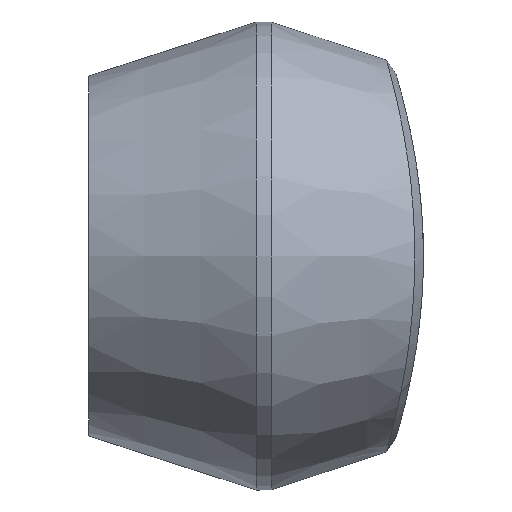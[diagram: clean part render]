
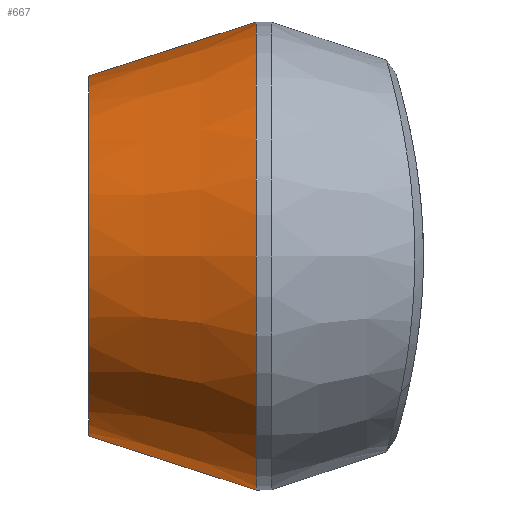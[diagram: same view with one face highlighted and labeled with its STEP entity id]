
A CAD part, left-side view. The second image highlights one B-rep face of the part: STEP entity #667.
In plain terms, the highlighted conical face has half-angle 17.876 degrees and reference radius 19.534 mm.
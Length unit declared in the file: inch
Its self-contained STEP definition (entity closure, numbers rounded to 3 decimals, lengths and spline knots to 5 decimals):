
#10 = VECTOR ( 'NONE', #132, 39.37008 ) ;
#13 = CIRCLE ( 'NONE', #673, 1. ) ;
#48 = FACE_OUTER_BOUND ( 'NONE', #909, .T. ) ;
#72 = CARTESIAN_POINT ( 'NONE',  ( 0., 2.84645, 0. ) ) ;
#103 = CARTESIAN_POINT ( 'NONE',  ( 0., 3.5625, 0.76905 ) ) ;
#104 = CARTESIAN_POINT ( 'NONE',  ( 0., 3.5625, 0. ) ) ;
#132 = DIRECTION ( 'NONE',  ( 0., -0.952, -0.307 ) ) ;
#156 = DIRECTION ( 'NONE',  ( 0., -1., 0. ) ) ;
#204 = ORIENTED_EDGE ( 'NONE', *, *, #947, .T. ) ;
#206 = LINE ( 'NONE', #674, #10 ) ;
#233 = DIRECTION ( 'NONE',  ( 0., -1., 0. ) ) ;
#269 = VERTEX_POINT ( 'NONE', #366 ) ;
#284 = EDGE_CURVE ( 'NONE', #1077, #719, #784, .T. ) ;
#308 = VECTOR ( 'NONE', #458, 39.37008 ) ;
#320 = EDGE_CURVE ( 'NONE', #269, #834, #13, .T. ) ;
#363 = ORIENTED_EDGE ( 'NONE', *, *, #320, .F. ) ;
#366 = CARTESIAN_POINT ( 'NONE',  ( 0., 2.84645, 1. ) ) ;
#410 = CARTESIAN_POINT ( 'NONE',  ( 0., 2.84645, -1. ) ) ;
#458 = DIRECTION ( 'NONE',  ( 0., -0.952, 0.307 ) ) ;
#523 = CARTESIAN_POINT ( 'NONE',  ( 0., 3.5625, -0.76905 ) ) ;
#563 = ORIENTED_EDGE ( 'NONE', *, *, #284, .T. ) ;
#595 = DIRECTION ( 'NONE',  ( 0., 0., -1. ) ) ;
#611 = CONICAL_SURFACE ( 'NONE', #969, 0.76905, 0.312 ) ;
#618 = DIRECTION ( 'NONE',  ( 0., -1., 0. ) ) ;
#667 = ADVANCED_FACE ( 'NONE', ( #48 ), #611, .T. ) ;
#673 = AXIS2_PLACEMENT_3D ( 'NONE', #72, #618, #1048 ) ;
#674 = CARTESIAN_POINT ( 'NONE',  ( 0., 3.5625, -0.76905 ) ) ;
#719 = VERTEX_POINT ( 'NONE', #523 ) ;
#741 = EDGE_CURVE ( 'NONE', #1077, #269, #1148, .T. ) ;
#760 = CARTESIAN_POINT ( 'NONE',  ( 0., 3.5625, 0.76905 ) ) ;
#784 = CIRCLE ( 'NONE', #1104, 0.76905 ) ;
#834 = VERTEX_POINT ( 'NONE', #410 ) ;
#909 = EDGE_LOOP ( 'NONE', ( #927, #563, #204, #363 ) ) ;
#927 = ORIENTED_EDGE ( 'NONE', *, *, #741, .F. ) ;
#947 = EDGE_CURVE ( 'NONE', #719, #834, #206, .T. ) ;
#969 = AXIS2_PLACEMENT_3D ( 'NONE', #1043, #233, #595 ) ;
#972 = DIRECTION ( 'NONE',  ( 0., 0., -1. ) ) ;
#1043 = CARTESIAN_POINT ( 'NONE',  ( 0., 3.5625, 0. ) ) ;
#1048 = DIRECTION ( 'NONE',  ( 0., 0., -1. ) ) ;
#1077 = VERTEX_POINT ( 'NONE', #760 ) ;
#1104 = AXIS2_PLACEMENT_3D ( 'NONE', #104, #156, #972 ) ;
#1148 = LINE ( 'NONE', #103, #308 ) ;
